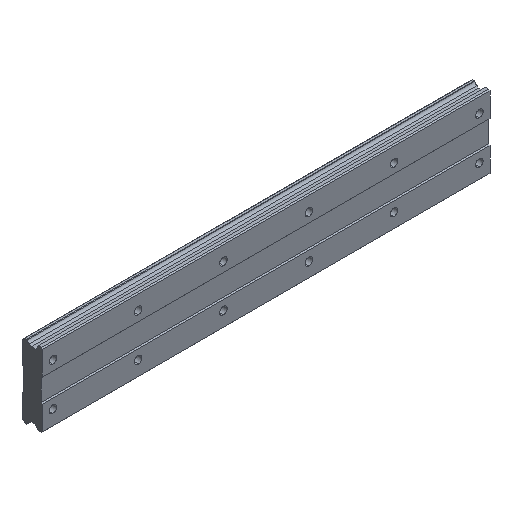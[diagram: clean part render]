
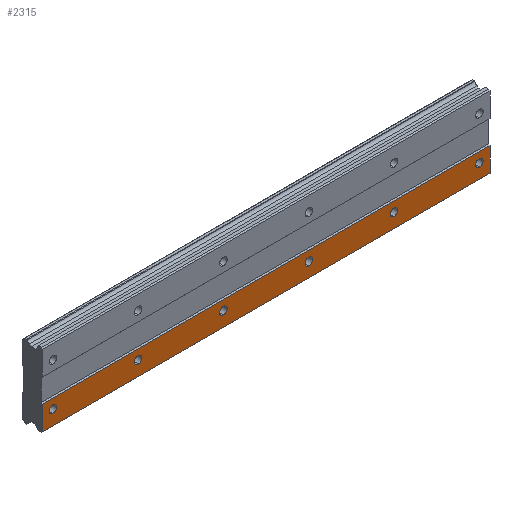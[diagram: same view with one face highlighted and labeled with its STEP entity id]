
A CAD part, isometric view. The second image highlights one B-rep face of the part: STEP entity #2315.
In plain terms, the highlighted planar face has unit normal (0, -1, 0).
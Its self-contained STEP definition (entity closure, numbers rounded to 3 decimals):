
#35 = EDGE_CURVE ( 'NONE', #2229, #568, #2093, .T. ) ;
#38 = ORIENTED_EDGE ( 'NONE', *, *, #1607, .F. ) ;
#50 = VECTOR ( 'NONE', #1463, 1000. ) ;
#62 = ORIENTED_EDGE ( 'NONE', *, *, #649, .F. ) ;
#85 = CARTESIAN_POINT ( 'NONE',  ( 160., 0., -16.5 ) ) ;
#90 = DIRECTION ( 'NONE',  ( 0., -1., 0. ) ) ;
#128 = CARTESIAN_POINT ( 'NONE',  ( 410., 0., -33.5 ) ) ;
#129 = ORIENTED_EDGE ( 'NONE', *, *, #373, .F. ) ;
#138 = DIRECTION ( 'NONE',  ( 0., 0., 1. ) ) ;
#253 = EDGE_CURVE ( 'NONE', #1250, #2733, #1856, .T. ) ;
#260 = CARTESIAN_POINT ( 'NONE',  ( 320., 0., -23.5 ) ) ;
#267 = ORIENTED_EDGE ( 'NONE', *, *, #610, .F. ) ;
#373 = EDGE_CURVE ( 'NONE', #850, #1168, #808, .T. ) ;
#407 = CARTESIAN_POINT ( 'NONE',  ( 240., 0., -20. ) ) ;
#440 = EDGE_CURVE ( 'NONE', #2343, #1700, #2949, .T. ) ;
#520 = AXIS2_PLACEMENT_3D ( 'NONE', #2922, #2484, #845 ) ;
#528 = CIRCLE ( 'NONE', #2672, 3.5 ) ;
#542 = DIRECTION ( 'NONE',  ( 0., 1., 0. ) ) ;
#564 = ORIENTED_EDGE ( 'NONE', *, *, #35, .F. ) ;
#568 = VERTEX_POINT ( 'NONE', #920 ) ;
#577 = CIRCLE ( 'NONE', #2204, 3.5 ) ;
#587 = CARTESIAN_POINT ( 'NONE',  ( 80., 0., -20. ) ) ;
#610 = EDGE_CURVE ( 'NONE', #694, #2182, #2338, .T. ) ;
#649 = EDGE_CURVE ( 'NONE', #1832, #1063, #1010, .T. ) ;
#674 = VERTEX_POINT ( 'NONE', #2380 ) ;
#694 = VERTEX_POINT ( 'NONE', #1025 ) ;
#754 = DIRECTION ( 'NONE',  ( 0., -1., 0. ) ) ;
#797 = FACE_OUTER_BOUND ( 'NONE', #1641, .T. ) ;
#808 = CIRCLE ( 'NONE', #520, 3.5 ) ;
#811 = EDGE_LOOP ( 'NONE', ( #1131, #564 ) ) ;
#845 = DIRECTION ( 'NONE',  ( 0., 0., 1. ) ) ;
#850 = VERTEX_POINT ( 'NONE', #2275 ) ;
#920 = CARTESIAN_POINT ( 'NONE',  ( 0., 0., -16.5 ) ) ;
#927 = CARTESIAN_POINT ( 'NONE',  ( -10., 0., -11. ) ) ;
#985 = EDGE_CURVE ( 'NONE', #1700, #2343, #1819, .T. ) ;
#1000 = CARTESIAN_POINT ( 'NONE',  ( 0., 0., -20. ) ) ;
#1002 = EDGE_CURVE ( 'NONE', #674, #1059, #1862, .T. ) ;
#1010 = LINE ( 'NONE', #128, #50 ) ;
#1013 = AXIS2_PLACEMENT_3D ( 'NONE', #1241, #542, #1432 ) ;
#1024 = FACE_BOUND ( 'NONE', #1550, .T. ) ;
#1025 = CARTESIAN_POINT ( 'NONE',  ( 320., 0., -16.5 ) ) ;
#1026 = EDGE_LOOP ( 'NONE', ( #1583, #2390 ) ) ;
#1036 = DIRECTION ( 'NONE',  ( 0., -1., 0. ) ) ;
#1056 = CIRCLE ( 'NONE', #2294, 3.5 ) ;
#1059 = VERTEX_POINT ( 'NONE', #2837 ) ;
#1063 = VERTEX_POINT ( 'NONE', #2158 ) ;
#1078 = DIRECTION ( 'NONE',  ( 0., 0., 1. ) ) ;
#1100 = AXIS2_PLACEMENT_3D ( 'NONE', #1192, #2360, #2805 ) ;
#1131 = ORIENTED_EDGE ( 'NONE', *, *, #1140, .F. ) ;
#1132 = LINE ( 'NONE', #927, #1771 ) ;
#1140 = EDGE_CURVE ( 'NONE', #568, #2229, #528, .T. ) ;
#1143 = CARTESIAN_POINT ( 'NONE',  ( 320., 0., -20. ) ) ;
#1145 = CIRCLE ( 'NONE', #1482, 3.5 ) ;
#1168 = VERTEX_POINT ( 'NONE', #1592 ) ;
#1175 = EDGE_CURVE ( 'NONE', #1063, #2843, #1132, .T. ) ;
#1183 = AXIS2_PLACEMENT_3D ( 'NONE', #1000, #1913, #2834 ) ;
#1192 = CARTESIAN_POINT ( 'NONE',  ( 160., 0., -20. ) ) ;
#1197 = FACE_BOUND ( 'NONE', #811, .T. ) ;
#1205 = DIRECTION ( 'NONE',  ( 0., 0., 1. ) ) ;
#1225 = PLANE ( 'NONE',  #1013 ) ;
#1227 = EDGE_LOOP ( 'NONE', ( #267, #38 ) ) ;
#1241 = CARTESIAN_POINT ( 'NONE',  ( 410., 0., -11. ) ) ;
#1243 = ORIENTED_EDGE ( 'NONE', *, *, #2310, .F. ) ;
#1244 = AXIS2_PLACEMENT_3D ( 'NONE', #1863, #1322, #1893 ) ;
#1250 = VERTEX_POINT ( 'NONE', #2825 ) ;
#1252 = ORIENTED_EDGE ( 'NONE', *, *, #1453, .F. ) ;
#1320 = CARTESIAN_POINT ( 'NONE',  ( 0., 0., -20. ) ) ;
#1322 = DIRECTION ( 'NONE',  ( 0., -1., 0. ) ) ;
#1331 = CARTESIAN_POINT ( 'NONE',  ( 410., 0., -33.5 ) ) ;
#1370 = DIRECTION ( 'NONE',  ( 0., 0., 1. ) ) ;
#1413 = ORIENTED_EDGE ( 'NONE', *, *, #253, .F. ) ;
#1432 = DIRECTION ( 'NONE',  ( 0., 0., 1. ) ) ;
#1449 = CARTESIAN_POINT ( 'NONE',  ( 160., 0., -23.5 ) ) ;
#1453 = EDGE_CURVE ( 'NONE', #2733, #1250, #577, .T. ) ;
#1463 = DIRECTION ( 'NONE',  ( -1., 0., 0. ) ) ;
#1473 = CARTESIAN_POINT ( 'NONE',  ( 80., 0., -16.5 ) ) ;
#1482 = AXIS2_PLACEMENT_3D ( 'NONE', #407, #2407, #2448 ) ;
#1484 = EDGE_CURVE ( 'NONE', #1059, #674, #1145, .T. ) ;
#1550 = EDGE_LOOP ( 'NONE', ( #1610, #1951 ) ) ;
#1574 = CIRCLE ( 'NONE', #1244, 3.5 ) ;
#1583 = ORIENTED_EDGE ( 'NONE', *, *, #1484, .F. ) ;
#1584 = EDGE_CURVE ( 'NONE', #1168, #850, #1574, .T. ) ;
#1592 = CARTESIAN_POINT ( 'NONE',  ( 400., 0., -16.5 ) ) ;
#1607 = EDGE_CURVE ( 'NONE', #2182, #694, #1056, .T. ) ;
#1610 = ORIENTED_EDGE ( 'NONE', *, *, #985, .F. ) ;
#1619 = AXIS2_PLACEMENT_3D ( 'NONE', #2585, #90, #1900 ) ;
#1641 = EDGE_LOOP ( 'NONE', ( #62, #1243, #2194, #2462 ) ) ;
#1664 = AXIS2_PLACEMENT_3D ( 'NONE', #1757, #1834, #1370 ) ;
#1700 = VERTEX_POINT ( 'NONE', #85 ) ;
#1708 = DIRECTION ( 'NONE',  ( 0., -1., 0. ) ) ;
#1709 = EDGE_LOOP ( 'NONE', ( #2153, #129 ) ) ;
#1731 = VECTOR ( 'NONE', #2125, 1000. ) ;
#1757 = CARTESIAN_POINT ( 'NONE',  ( 160., 0., -20. ) ) ;
#1771 = VECTOR ( 'NONE', #1840, 1000. ) ;
#1819 = CIRCLE ( 'NONE', #1100, 3.5 ) ;
#1832 = VERTEX_POINT ( 'NONE', #1331 ) ;
#1834 = DIRECTION ( 'NONE',  ( 0., -1., 0. ) ) ;
#1840 = DIRECTION ( 'NONE',  ( 0., 0., 1. ) ) ;
#1856 = CIRCLE ( 'NONE', #2620, 3.5 ) ;
#1862 = CIRCLE ( 'NONE', #1619, 3.5 ) ;
#1863 = CARTESIAN_POINT ( 'NONE',  ( 400., 0., -20. ) ) ;
#1864 = DIRECTION ( 'NONE',  ( 0., -1., 0. ) ) ;
#1893 = DIRECTION ( 'NONE',  ( 0., 0., 1. ) ) ;
#1900 = DIRECTION ( 'NONE',  ( 0., 0., 1. ) ) ;
#1913 = DIRECTION ( 'NONE',  ( 0., -1., 0. ) ) ;
#1922 = FACE_BOUND ( 'NONE', #1026, .T. ) ;
#1949 = CARTESIAN_POINT ( 'NONE',  ( 410., 0., -11. ) ) ;
#1951 = ORIENTED_EDGE ( 'NONE', *, *, #440, .F. ) ;
#2022 = DIRECTION ( 'NONE',  ( 0., -1., 0. ) ) ;
#2093 = CIRCLE ( 'NONE', #1183, 3.5 ) ;
#2125 = DIRECTION ( 'NONE',  ( 1., 0., 0. ) ) ;
#2129 = FACE_BOUND ( 'NONE', #2543, .T. ) ;
#2130 = CARTESIAN_POINT ( 'NONE',  ( 320., 0., -20. ) ) ;
#2153 = ORIENTED_EDGE ( 'NONE', *, *, #1584, .F. ) ;
#2158 = CARTESIAN_POINT ( 'NONE',  ( -10., 0., -33.5 ) ) ;
#2182 = VERTEX_POINT ( 'NONE', #260 ) ;
#2194 = ORIENTED_EDGE ( 'NONE', *, *, #2701, .F. ) ;
#2204 = AXIS2_PLACEMENT_3D ( 'NONE', #587, #1036, #1078 ) ;
#2229 = VERTEX_POINT ( 'NONE', #2541 ) ;
#2275 = CARTESIAN_POINT ( 'NONE',  ( 400., 0., -23.5 ) ) ;
#2294 = AXIS2_PLACEMENT_3D ( 'NONE', #1143, #754, #2774 ) ;
#2310 = EDGE_CURVE ( 'NONE', #2491, #1832, #2364, .T. ) ;
#2312 = CARTESIAN_POINT ( 'NONE',  ( 80., 0., -20. ) ) ;
#2315 = ADVANCED_FACE ( 'NONE', ( #797, #1197, #2379, #2572, #1922, #1024, #2129 ), #1225, .F. ) ;
#2338 = CIRCLE ( 'NONE', #2908, 3.5 ) ;
#2343 = VERTEX_POINT ( 'NONE', #1449 ) ;
#2351 = DIRECTION ( 'NONE',  ( 0., 0., -1. ) ) ;
#2360 = DIRECTION ( 'NONE',  ( 0., -1., 0. ) ) ;
#2364 = LINE ( 'NONE', #1949, #2488 ) ;
#2379 = FACE_BOUND ( 'NONE', #1709, .T. ) ;
#2380 = CARTESIAN_POINT ( 'NONE',  ( 240., 0., -23.5 ) ) ;
#2390 = ORIENTED_EDGE ( 'NONE', *, *, #1002, .F. ) ;
#2407 = DIRECTION ( 'NONE',  ( 0., -1., 0. ) ) ;
#2414 = CARTESIAN_POINT ( 'NONE',  ( -10., 0., -11. ) ) ;
#2448 = DIRECTION ( 'NONE',  ( 0., 0., 1. ) ) ;
#2449 = CARTESIAN_POINT ( 'NONE',  ( 410., 0., -11. ) ) ;
#2462 = ORIENTED_EDGE ( 'NONE', *, *, #1175, .F. ) ;
#2484 = DIRECTION ( 'NONE',  ( 0., -1., 0. ) ) ;
#2488 = VECTOR ( 'NONE', #2351, 1000. ) ;
#2491 = VERTEX_POINT ( 'NONE', #2449 ) ;
#2541 = CARTESIAN_POINT ( 'NONE',  ( 0., 0., -23.5 ) ) ;
#2543 = EDGE_LOOP ( 'NONE', ( #1252, #1413 ) ) ;
#2552 = LINE ( 'NONE', #2821, #1731 ) ;
#2572 = FACE_BOUND ( 'NONE', #1227, .T. ) ;
#2585 = CARTESIAN_POINT ( 'NONE',  ( 240., 0., -20. ) ) ;
#2620 = AXIS2_PLACEMENT_3D ( 'NONE', #2312, #1864, #1205 ) ;
#2672 = AXIS2_PLACEMENT_3D ( 'NONE', #1320, #2022, #2928 ) ;
#2701 = EDGE_CURVE ( 'NONE', #2843, #2491, #2552, .T. ) ;
#2733 = VERTEX_POINT ( 'NONE', #1473 ) ;
#2774 = DIRECTION ( 'NONE',  ( 0., 0., 1. ) ) ;
#2805 = DIRECTION ( 'NONE',  ( 0., 0., 1. ) ) ;
#2821 = CARTESIAN_POINT ( 'NONE',  ( 410., 0., -11. ) ) ;
#2825 = CARTESIAN_POINT ( 'NONE',  ( 80., 0., -23.5 ) ) ;
#2834 = DIRECTION ( 'NONE',  ( 0., 0., 1. ) ) ;
#2837 = CARTESIAN_POINT ( 'NONE',  ( 240., 0., -16.5 ) ) ;
#2843 = VERTEX_POINT ( 'NONE', #2414 ) ;
#2908 = AXIS2_PLACEMENT_3D ( 'NONE', #2130, #1708, #138 ) ;
#2922 = CARTESIAN_POINT ( 'NONE',  ( 400., 0., -20. ) ) ;
#2928 = DIRECTION ( 'NONE',  ( 0., 0., 1. ) ) ;
#2949 = CIRCLE ( 'NONE', #1664, 3.5 ) ;
